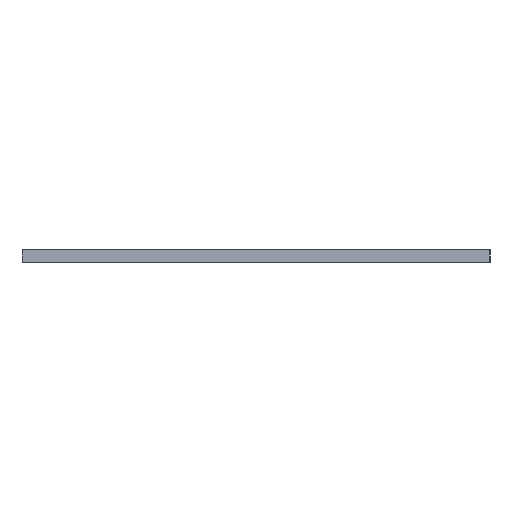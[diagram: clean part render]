
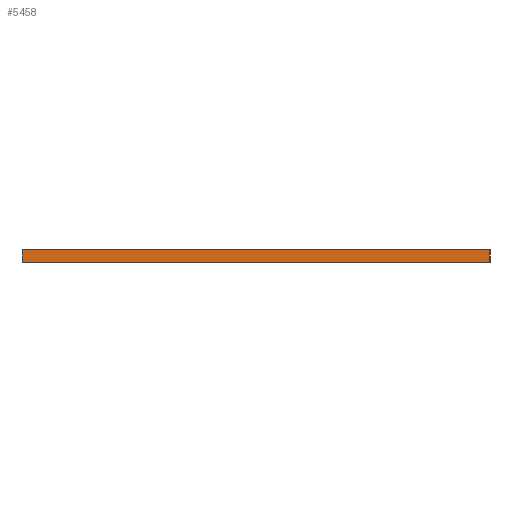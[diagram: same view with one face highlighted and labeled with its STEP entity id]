
A CAD part, left-side view. The second image highlights one B-rep face of the part: STEP entity #5458.
In plain terms, the highlighted planar face has unit normal (-1, 0, 0).
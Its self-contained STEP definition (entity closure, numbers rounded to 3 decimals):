
#83 = PLANE('',#84);
#84 = AXIS2_PLACEMENT_3D('',#85,#86,#87);
#85 = CARTESIAN_POINT('',(147.975,-104.987,1.6));
#86 = DIRECTION('',(-0.,-0.,-1.));
#87 = DIRECTION('',(-1.,0.,0.));
#137 = PLANE('',#138);
#138 = AXIS2_PLACEMENT_3D('',#139,#140,#141);
#139 = CARTESIAN_POINT('',(147.975,-104.987,0.));
#140 = DIRECTION('',(-0.,-0.,-1.));
#141 = DIRECTION('',(-1.,0.,0.));
#268 = PLANE('',#269);
#269 = AXIS2_PLACEMENT_3D('',#270,#271,#272);
#270 = CARTESIAN_POINT('',(196.761,-134.214,0.));
#271 = DIRECTION('',(0.,-1.,0.));
#272 = DIRECTION('',(-1.,0.,0.));
#307 = VERTEX_POINT('',#308);
#308 = CARTESIAN_POINT('',(97.701,-134.214,0.));
#329 = EDGE_CURVE('',#307,#330,#332,.T.);
#330 = VERTEX_POINT('',#331);
#331 = CARTESIAN_POINT('',(97.701,-75.794,0.));
#332 = SURFACE_CURVE('',#333,(#337,#344),.PCURVE_S1.);
#333 = LINE('',#334,#335);
#334 = CARTESIAN_POINT('',(97.701,-134.214,0.));
#335 = VECTOR('',#336,1.);
#336 = DIRECTION('',(0.,1.,0.));
#337 = PCURVE('',#137,#338);
#338 = DEFINITIONAL_REPRESENTATION('',(#339),#343);
#339 = LINE('',#340,#341);
#340 = CARTESIAN_POINT('',(50.274,-29.227));
#341 = VECTOR('',#342,1.);
#342 = DIRECTION('',(0.,1.));
#343 = ( GEOMETRIC_REPRESENTATION_CONTEXT(2) 
PARAMETRIC_REPRESENTATION_CONTEXT() REPRESENTATION_CONTEXT('2D SPACE',''
  ) );
#344 = PCURVE('',#345,#350);
#345 = PLANE('',#346);
#346 = AXIS2_PLACEMENT_3D('',#347,#348,#349);
#347 = CARTESIAN_POINT('',(97.701,-134.214,0.));
#348 = DIRECTION('',(-1.,0.,0.));
#349 = DIRECTION('',(0.,1.,0.));
#350 = DEFINITIONAL_REPRESENTATION('',(#351),#355);
#351 = LINE('',#352,#353);
#352 = CARTESIAN_POINT('',(0.,0.));
#353 = VECTOR('',#354,1.);
#354 = DIRECTION('',(1.,0.));
#355 = ( GEOMETRIC_REPRESENTATION_CONTEXT(2) 
PARAMETRIC_REPRESENTATION_CONTEXT() REPRESENTATION_CONTEXT('2D SPACE',''
  ) );
#373 = PLANE('',#374);
#374 = AXIS2_PLACEMENT_3D('',#375,#376,#377);
#375 = CARTESIAN_POINT('',(97.701,-75.794,0.));
#376 = DIRECTION('',(0.,1.,0.));
#377 = DIRECTION('',(1.,0.,0.));
#3038 = VERTEX_POINT('',#3039);
#3039 = CARTESIAN_POINT('',(97.701,-134.214,1.6));
#3060 = EDGE_CURVE('',#3038,#3061,#3063,.T.);
#3061 = VERTEX_POINT('',#3062);
#3062 = CARTESIAN_POINT('',(97.701,-75.794,1.6));
#3063 = SURFACE_CURVE('',#3064,(#3068,#3075),.PCURVE_S1.);
#3064 = LINE('',#3065,#3066);
#3065 = CARTESIAN_POINT('',(97.701,-134.214,1.6));
#3066 = VECTOR('',#3067,1.);
#3067 = DIRECTION('',(0.,1.,0.));
#3068 = PCURVE('',#83,#3069);
#3069 = DEFINITIONAL_REPRESENTATION('',(#3070),#3074);
#3070 = LINE('',#3071,#3072);
#3071 = CARTESIAN_POINT('',(50.274,-29.227));
#3072 = VECTOR('',#3073,1.);
#3073 = DIRECTION('',(0.,1.));
#3074 = ( GEOMETRIC_REPRESENTATION_CONTEXT(2) 
PARAMETRIC_REPRESENTATION_CONTEXT() REPRESENTATION_CONTEXT('2D SPACE',''
  ) );
#3075 = PCURVE('',#345,#3076);
#3076 = DEFINITIONAL_REPRESENTATION('',(#3077),#3081);
#3077 = LINE('',#3078,#3079);
#3078 = CARTESIAN_POINT('',(0.,-1.6));
#3079 = VECTOR('',#3080,1.);
#3080 = DIRECTION('',(1.,0.));
#3081 = ( GEOMETRIC_REPRESENTATION_CONTEXT(2) 
PARAMETRIC_REPRESENTATION_CONTEXT() REPRESENTATION_CONTEXT('2D SPACE',''
  ) );
#5410 = EDGE_CURVE('',#307,#3038,#5411,.T.);
#5411 = SURFACE_CURVE('',#5412,(#5416,#5423),.PCURVE_S1.);
#5412 = LINE('',#5413,#5414);
#5413 = CARTESIAN_POINT('',(97.701,-134.214,0.));
#5414 = VECTOR('',#5415,1.);
#5415 = DIRECTION('',(0.,0.,1.));
#5416 = PCURVE('',#268,#5417);
#5417 = DEFINITIONAL_REPRESENTATION('',(#5418),#5422);
#5418 = LINE('',#5419,#5420);
#5419 = CARTESIAN_POINT('',(99.06,0.));
#5420 = VECTOR('',#5421,1.);
#5421 = DIRECTION('',(0.,-1.));
#5422 = ( GEOMETRIC_REPRESENTATION_CONTEXT(2) 
PARAMETRIC_REPRESENTATION_CONTEXT() REPRESENTATION_CONTEXT('2D SPACE',''
  ) );
#5423 = PCURVE('',#345,#5424);
#5424 = DEFINITIONAL_REPRESENTATION('',(#5425),#5429);
#5425 = LINE('',#5426,#5427);
#5426 = CARTESIAN_POINT('',(0.,0.));
#5427 = VECTOR('',#5428,1.);
#5428 = DIRECTION('',(0.,-1.));
#5429 = ( GEOMETRIC_REPRESENTATION_CONTEXT(2) 
PARAMETRIC_REPRESENTATION_CONTEXT() REPRESENTATION_CONTEXT('2D SPACE',''
  ) );
#5435 = EDGE_CURVE('',#330,#3061,#5436,.T.);
#5436 = SURFACE_CURVE('',#5437,(#5441,#5448),.PCURVE_S1.);
#5437 = LINE('',#5438,#5439);
#5438 = CARTESIAN_POINT('',(97.701,-75.794,0.));
#5439 = VECTOR('',#5440,1.);
#5440 = DIRECTION('',(0.,0.,1.));
#5441 = PCURVE('',#373,#5442);
#5442 = DEFINITIONAL_REPRESENTATION('',(#5443),#5447);
#5443 = LINE('',#5444,#5445);
#5444 = CARTESIAN_POINT('',(0.,0.));
#5445 = VECTOR('',#5446,1.);
#5446 = DIRECTION('',(0.,-1.));
#5447 = ( GEOMETRIC_REPRESENTATION_CONTEXT(2) 
PARAMETRIC_REPRESENTATION_CONTEXT() REPRESENTATION_CONTEXT('2D SPACE',''
  ) );
#5448 = PCURVE('',#345,#5449);
#5449 = DEFINITIONAL_REPRESENTATION('',(#5450),#5454);
#5450 = LINE('',#5451,#5452);
#5451 = CARTESIAN_POINT('',(58.42,0.));
#5452 = VECTOR('',#5453,1.);
#5453 = DIRECTION('',(0.,-1.));
#5454 = ( GEOMETRIC_REPRESENTATION_CONTEXT(2) 
PARAMETRIC_REPRESENTATION_CONTEXT() REPRESENTATION_CONTEXT('2D SPACE',''
  ) );
#5458 = ADVANCED_FACE('',(#5459),#345,.T.);
#5459 = FACE_BOUND('',#5460,.T.);
#5460 = EDGE_LOOP('',(#5461,#5462,#5463,#5464));
#5461 = ORIENTED_EDGE('',*,*,#5410,.T.);
#5462 = ORIENTED_EDGE('',*,*,#3060,.T.);
#5463 = ORIENTED_EDGE('',*,*,#5435,.F.);
#5464 = ORIENTED_EDGE('',*,*,#329,.F.);
